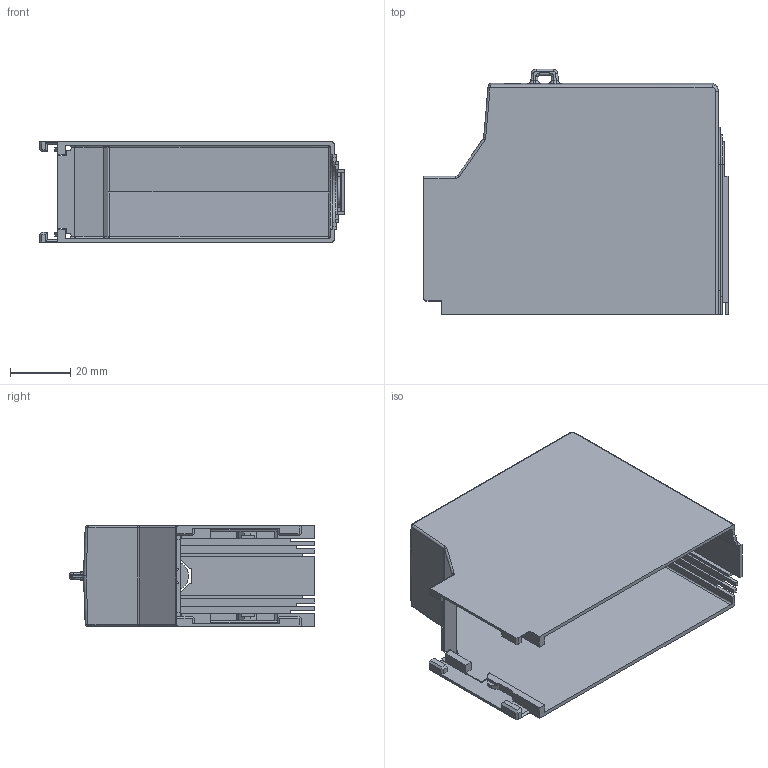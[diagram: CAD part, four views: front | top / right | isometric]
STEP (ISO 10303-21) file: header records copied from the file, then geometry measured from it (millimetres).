
FILE_DESCRIPTION(/* description */ (''),/* implementation_level */ '2;1');
FILE_NAME(/* name */ '3d_GMX800.stp',/* time_stamp */ '2022-05-17T08:51:21+02:00',/* author */ (''),/* organization */ (''),/* preprocessor_version */ 'ST-DEVELOPER v16.7',/* originating_system */ 'SIEMENS PLM Software NX 12.0',/* authorisation */ '');
FILE_SCHEMA (('AUTOMOTIVE_DESIGN { 1 0 10303 214 3 1 1 1 }'));
Length unit declared in the file: millimetre
Products named in the file (1): Rugg8758D85C0kry
Bounding box: 101.4 x 81.7 x 33.4 mm (x, y, z)
Surface area: 41167.7 mm2 (no closed solid volume)
Topology: 0 solids, 1 shells, 288 faces, 777 edges, 482 vertices
Faces by surface type: plane 177, cylinder 79, torus 22, bspline 4, cone 4, sphere 2
Entity records: 9171 total; most frequent: CARTESIAN_POINT 2349, ORIENTED_EDGE 1539, DIRECTION 1192, EDGE_CURVE 773, LINE 562, VECTOR 562, VERTEX_POINT 482, AXIS2_PLACEMENT_3D 315
